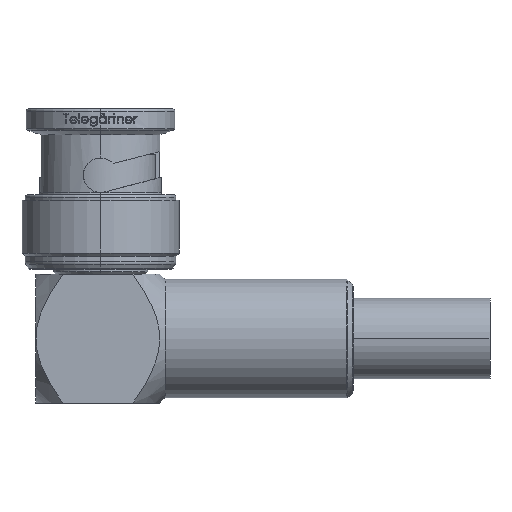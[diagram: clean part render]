
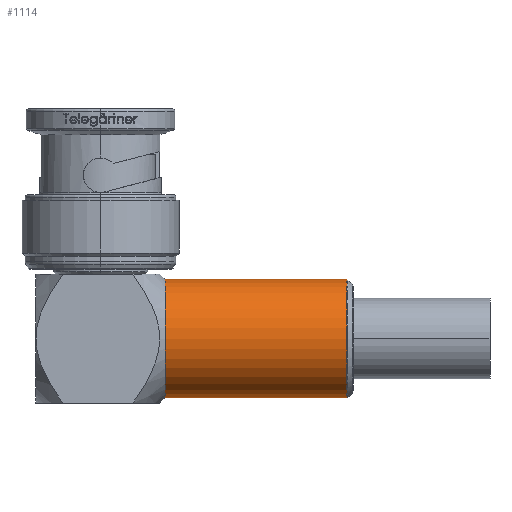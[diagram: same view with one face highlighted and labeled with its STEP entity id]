
A CAD part, left-side view. The second image highlights one B-rep face of the part: STEP entity #1114.
In plain terms, the highlighted cylindrical face has radius 5.5 mm (diameter 11 mm), a partial arc.
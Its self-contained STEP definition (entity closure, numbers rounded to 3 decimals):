
#23 = DIRECTION ( 'NONE',  ( 0., 1., 0. ) ) ;
#466 = CIRCLE ( 'NONE', #2796, 5.5 ) ;
#556 = VERTEX_POINT ( 'NONE', #13295 ) ;
#1114 = ADVANCED_FACE ( 'NONE', ( #14463 ), #9343, .T. ) ;
#1404 = CARTESIAN_POINT ( 'NONE',  ( 0., -6., -20.5 ) ) ;
#1568 = EDGE_CURVE ( 'NONE', #2041, #16096, #12306, .T. ) ;
#1713 = CARTESIAN_POINT ( 'NONE',  ( 0., -22.894, -15. ) ) ;
#1992 = ORIENTED_EDGE ( 'NONE', *, *, #12408, .T. ) ;
#2041 = VERTEX_POINT ( 'NONE', #7473 ) ;
#2796 = AXIS2_PLACEMENT_3D ( 'NONE', #1404, #23, #9638 ) ;
#2809 = CARTESIAN_POINT ( 'NONE',  ( 0., -22.894, -20.5 ) ) ;
#5202 = DIRECTION ( 'NONE',  ( 0., 1., 0. ) ) ;
#5297 = CARTESIAN_POINT ( 'NONE',  ( 0., 6., -15. ) ) ;
#5677 = VERTEX_POINT ( 'NONE', #11750 ) ;
#6096 = VECTOR ( 'NONE', #5202, 1000. ) ;
#6441 = DIRECTION ( 'NONE',  ( 0., 0., 1. ) ) ;
#6869 = DIRECTION ( 'NONE',  ( 0., 0., 1. ) ) ;
#7473 = CARTESIAN_POINT ( 'NONE',  ( 0., -22.894, -26. ) ) ;
#7688 = DIRECTION ( 'NONE',  ( 0., 1., 0. ) ) ;
#8017 = EDGE_LOOP ( 'NONE', ( #12706, #10150, #1992, #11606 ) ) ;
#8081 = DIRECTION ( 'NONE',  ( 0., 1., 0. ) ) ;
#8183 = AXIS2_PLACEMENT_3D ( 'NONE', #2809, #8081, #6869 ) ;
#8221 = LINE ( 'NONE', #15846, #6096 ) ;
#9343 = CYLINDRICAL_SURFACE ( 'NONE', #10003, 5.5 ) ;
#9638 = DIRECTION ( 'NONE',  ( 0., 0., 1. ) ) ;
#10003 = AXIS2_PLACEMENT_3D ( 'NONE', #14588, #7688, #6441 ) ;
#10150 = ORIENTED_EDGE ( 'NONE', *, *, #1568, .T. ) ;
#11606 = ORIENTED_EDGE ( 'NONE', *, *, #14707, .F. ) ;
#11750 = CARTESIAN_POINT ( 'NONE',  ( 0., -6., -26. ) ) ;
#12306 = CIRCLE ( 'NONE', #8183, 5.5 ) ;
#12384 = VECTOR ( 'NONE', #14630, 1000. ) ;
#12408 = EDGE_CURVE ( 'NONE', #16096, #556, #15559, .T. ) ;
#12706 = ORIENTED_EDGE ( 'NONE', *, *, #14001, .F. ) ;
#13295 = CARTESIAN_POINT ( 'NONE',  ( 0., -6., -15. ) ) ;
#14001 = EDGE_CURVE ( 'NONE', #2041, #5677, #8221, .T. ) ;
#14463 = FACE_OUTER_BOUND ( 'NONE', #8017, .T. ) ;
#14588 = CARTESIAN_POINT ( 'NONE',  ( 0., 6., -20.5 ) ) ;
#14630 = DIRECTION ( 'NONE',  ( 0., 1., 0. ) ) ;
#14707 = EDGE_CURVE ( 'NONE', #5677, #556, #466, .T. ) ;
#15559 = LINE ( 'NONE', #5297, #12384 ) ;
#15846 = CARTESIAN_POINT ( 'NONE',  ( 0., 6., -26. ) ) ;
#16096 = VERTEX_POINT ( 'NONE', #1713 ) ;
